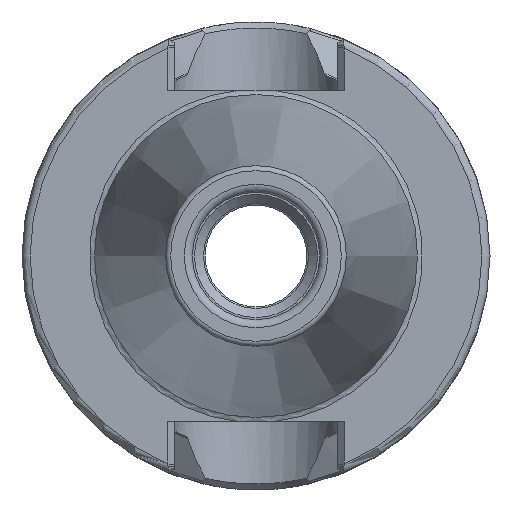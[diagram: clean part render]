
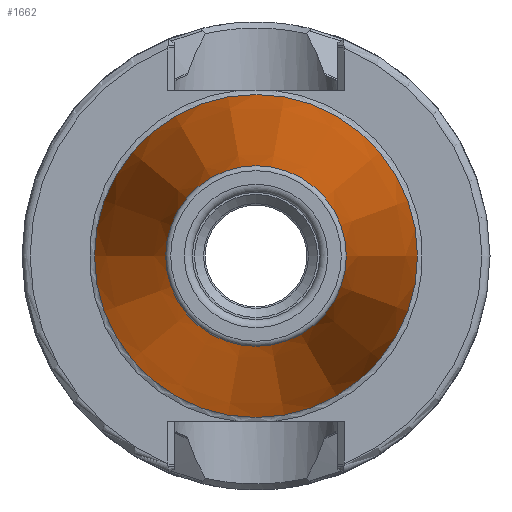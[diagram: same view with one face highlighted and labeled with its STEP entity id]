
A CAD part, left-side view. The second image highlights one B-rep face of the part: STEP entity #1662.
In plain terms, the highlighted conical face has half-angle 8.297 degrees and reference radius 12.377 mm.
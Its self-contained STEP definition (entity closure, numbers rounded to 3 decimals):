
#63=CONICAL_SURFACE('',#1880,12.377,0.145);
#235=LINE('',#3748,#322);
#322=VECTOR('',#2254,12.377);
#438=FACE_OUTER_BOUND('',#543,.T.);
#543=EDGE_LOOP('',(#1449,#1450,#1451,#1452,#1453));
#638=CIRCLE('',#1876,8.879);
#639=CIRCLE('',#1877,8.879);
#642=CIRCLE('',#1881,15.875);
#789=VERTEX_POINT('',#3738);
#790=VERTEX_POINT('',#3739);
#792=VERTEX_POINT('',#3746);
#1016=EDGE_CURVE('',#789,#790,#638,.T.);
#1017=EDGE_CURVE('',#790,#789,#639,.T.);
#1020=EDGE_CURVE('',#792,#792,#642,.T.);
#1021=EDGE_CURVE('',#792,#789,#235,.T.);
#1449=ORIENTED_EDGE('',*,*,#1020,.F.);
#1450=ORIENTED_EDGE('',*,*,#1021,.T.);
#1451=ORIENTED_EDGE('',*,*,#1016,.T.);
#1452=ORIENTED_EDGE('',*,*,#1017,.T.);
#1453=ORIENTED_EDGE('',*,*,#1021,.F.);
#1662=ADVANCED_FACE('',(#438),#63,.T.);
#1876=AXIS2_PLACEMENT_3D('',#3740,#2242,#2243);
#1877=AXIS2_PLACEMENT_3D('',#3741,#2244,#2245);
#1880=AXIS2_PLACEMENT_3D('',#3745,#2250,#2251);
#1881=AXIS2_PLACEMENT_3D('',#3747,#2252,#2253);
#2242=DIRECTION('center_axis',(1.,0.,0.));
#2243=DIRECTION('ref_axis',(0.,0.,-1.));
#2244=DIRECTION('center_axis',(1.,0.,0.));
#2245=DIRECTION('ref_axis',(0.,0.,-1.));
#2250=DIRECTION('center_axis',(1.,0.,0.));
#2251=DIRECTION('ref_axis',(0.,1.,0.));
#2252=DIRECTION('center_axis',(1.,0.,0.));
#2253=DIRECTION('ref_axis',(0.,0.,-1.));
#2254=DIRECTION('',(-0.99,0.144,0.));
#3738=CARTESIAN_POINT('',(-47.972,-8.879,0.));
#3739=CARTESIAN_POINT('',(-47.972,0.,8.879));
#3740=CARTESIAN_POINT('Origin',(-47.972,0.,
0.));
#3741=CARTESIAN_POINT('Origin',(-47.972,0.,
0.));
#3745=CARTESIAN_POINT('Origin',(-23.986,0.,
0.));
#3746=CARTESIAN_POINT('',(0.,-15.875,0.));
#3747=CARTESIAN_POINT('Origin',(0.,0.,
0.));
#3748=CARTESIAN_POINT('',(-23.986,-12.377,0.));
